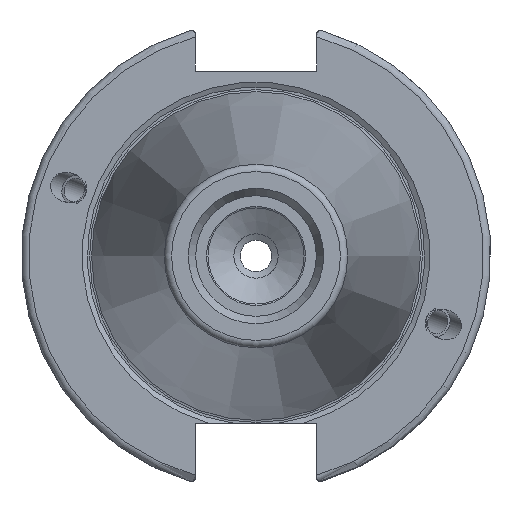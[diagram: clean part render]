
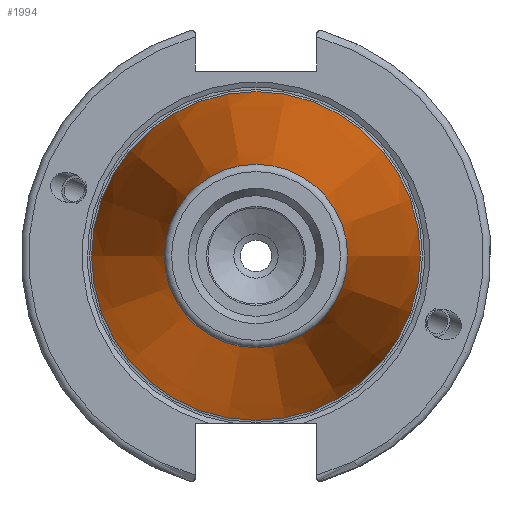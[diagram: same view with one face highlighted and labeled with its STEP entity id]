
A CAD part, left-side view. The second image highlights one B-rep face of the part: STEP entity #1994.
In plain terms, the highlighted conical face has half-angle 8.297 degrees and reference radius 17.248 mm.
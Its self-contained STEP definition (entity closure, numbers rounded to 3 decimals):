
#256=LINE('',#3857,#351);
#351=VECTOR('',#2838,17.248);
#382=CONICAL_SURFACE('',#2265,17.248,0.145);
#472=FACE_OUTER_BOUND('',#596,.T.);
#596=EDGE_LOOP('',(#1752,#1753,#1754,#1755,#1756));
#741=CIRCLE('',#2259,12.397);
#742=CIRCLE('',#2260,12.397);
#746=CIRCLE('',#2266,22.225);
#949=VERTEX_POINT('',#3844);
#950=VERTEX_POINT('',#3845);
#953=VERTEX_POINT('',#3855);
#1233=EDGE_CURVE('',#949,#950,#741,.T.);
#1234=EDGE_CURVE('',#950,#949,#742,.T.);
#1238=EDGE_CURVE('',#953,#953,#746,.T.);
#1239=EDGE_CURVE('',#953,#950,#256,.T.);
#1752=ORIENTED_EDGE('',*,*,#1238,.F.);
#1753=ORIENTED_EDGE('',*,*,#1239,.T.);
#1754=ORIENTED_EDGE('',*,*,#1233,.F.);
#1755=ORIENTED_EDGE('',*,*,#1234,.F.);
#1756=ORIENTED_EDGE('',*,*,#1239,.F.);
#1994=ADVANCED_FACE('',(#472),#382,.T.);
#2259=AXIS2_PLACEMENT_3D('',#3846,#2822,#2823);
#2260=AXIS2_PLACEMENT_3D('',#3847,#2824,#2825);
#2265=AXIS2_PLACEMENT_3D('',#3854,#2834,#2835);
#2266=AXIS2_PLACEMENT_3D('',#3856,#2836,#2837);
#2822=DIRECTION('center_axis',(-1.,0.,0.));
#2823=DIRECTION('ref_axis',(0.,-1.,0.));
#2824=DIRECTION('center_axis',(-1.,0.,0.));
#2825=DIRECTION('ref_axis',(0.,-1.,0.));
#2834=DIRECTION('center_axis',(1.,0.,0.));
#2835=DIRECTION('ref_axis',(0.,1.,0.));
#2836=DIRECTION('center_axis',(1.,0.,0.));
#2837=DIRECTION('ref_axis',(0.,0.,-1.));
#2838=DIRECTION('',(-0.99,0.144,0.));
#3844=CARTESIAN_POINT('',(-67.394,0.,12.397));
#3845=CARTESIAN_POINT('',(-67.394,-12.397,0.));
#3846=CARTESIAN_POINT('Origin',(-67.394,0.,0.));
#3847=CARTESIAN_POINT('Origin',(-67.394,0.,0.));
#3854=CARTESIAN_POINT('Origin',(-34.125,0.,0.));
#3855=CARTESIAN_POINT('',(0.,-22.225,0.));
#3856=CARTESIAN_POINT('Origin',(0.,0.,0.));
#3857=CARTESIAN_POINT('',(-34.125,-17.248,0.));
